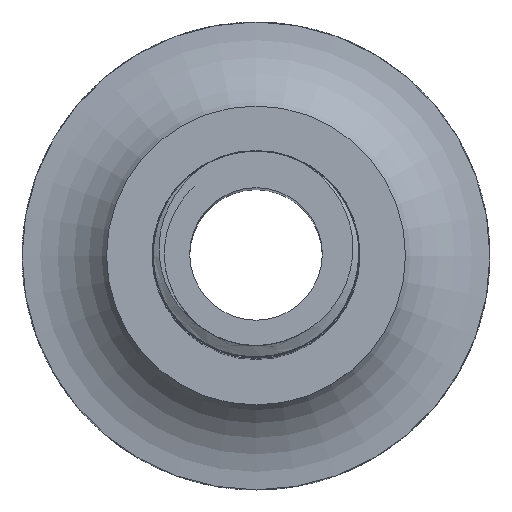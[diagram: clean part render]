
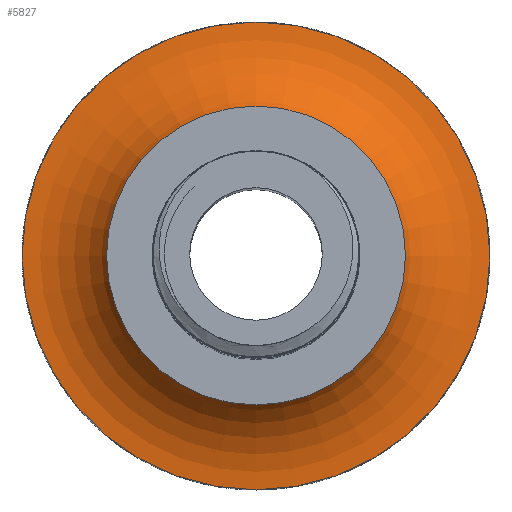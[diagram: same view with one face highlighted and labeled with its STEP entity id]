
A CAD part, top view. The second image highlights one B-rep face of the part: STEP entity #5827.
In plain terms, the highlighted toroidal (fillet/blend) face has major radius 9 mm and minor radius 4 mm.
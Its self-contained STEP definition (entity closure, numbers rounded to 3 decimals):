
#18=TOROIDAL_SURFACE('',#6395,9.,4.);
#736=FACE_OUTER_BOUND('',#1066,.T.);
#1066=EDGE_LOOP('',(#5361,#5362,#5363,#5364));
#1195=CIRCLE('',#6178,9.);
#1197=CIRCLE('',#6396,5.);
#1198=CIRCLE('',#6397,4.);
#2737=VERTEX_POINT('',#9911);
#2896=VERTEX_POINT('',#10660);
#3367=EDGE_CURVE('',#2737,#2737,#1195,.T.);
#3740=EDGE_CURVE('',#2896,#2896,#1197,.T.);
#3741=EDGE_CURVE('',#2896,#2737,#1198,.T.);
#5361=ORIENTED_EDGE('',*,*,#3740,.T.);
#5362=ORIENTED_EDGE('',*,*,#3741,.T.);
#5363=ORIENTED_EDGE('',*,*,#3367,.T.);
#5364=ORIENTED_EDGE('',*,*,#3741,.F.);
#5827=ADVANCED_FACE('',(#736),#18,.F.);
#6178=AXIS2_PLACEMENT_3D('',#9913,#7243,#7244);
#6395=AXIS2_PLACEMENT_3D('',#10659,#8048,#8049);
#6396=AXIS2_PLACEMENT_3D('',#10661,#8050,#8051);
#6397=AXIS2_PLACEMENT_3D('',#10662,#8052,#8053);
#7243=DIRECTION('center_axis',(0.,0.,1.));
#7244=DIRECTION('ref_axis',(-1.,0.,0.));
#8048=DIRECTION('center_axis',(0.,0.,-1.));
#8049=DIRECTION('ref_axis',(-1.,0.,0.));
#8050=DIRECTION('center_axis',(0.,0.,-1.));
#8051=DIRECTION('ref_axis',(1.,0.,0.));
#8052=DIRECTION('center_axis',(0.,-1.,0.));
#8053=DIRECTION('ref_axis',(1.,0.,0.));
#9911=CARTESIAN_POINT('',(9.,0.,-32.75));
#9913=CARTESIAN_POINT('Origin',(0.,0.,-32.75));
#10659=CARTESIAN_POINT('Origin',(0.,0.,-28.75));
#10660=CARTESIAN_POINT('',(5.,0.,-28.75));
#10661=CARTESIAN_POINT('Origin',(0.,0.,-28.75));
#10662=CARTESIAN_POINT('Origin',(9.,0.,-28.75));
